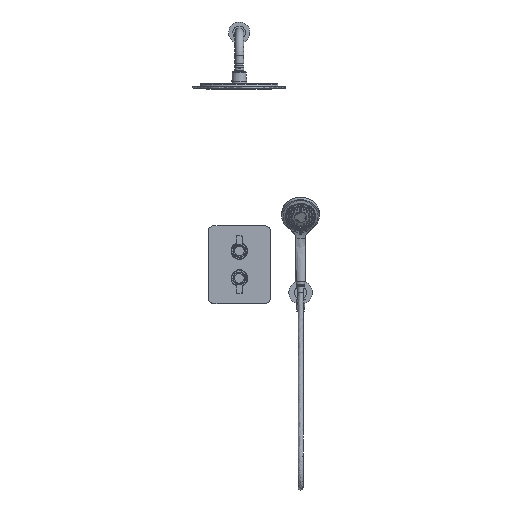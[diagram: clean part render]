
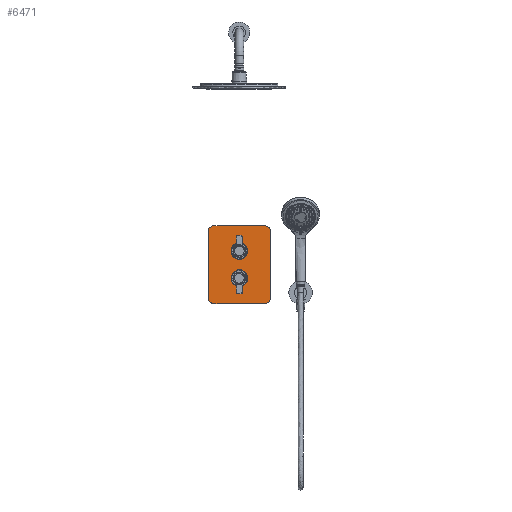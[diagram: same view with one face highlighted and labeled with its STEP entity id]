
A CAD part, top view. The second image highlights one B-rep face of the part: STEP entity #6471.
In plain terms, the highlighted planar face has unit normal (0, 0, 1).
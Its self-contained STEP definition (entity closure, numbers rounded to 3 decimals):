
#566 = DIRECTION ( 'NONE',  ( 0., -1., 0. ) ) ;
#819 = CARTESIAN_POINT ( 'NONE',  ( 65., -135., 2. ) ) ;
#1039 = CIRCLE ( 'NONE', #32436, 15. ) ;
#1052 = ORIENTED_EDGE ( 'NONE', *, *, #25490, .F. ) ;
#1134 = VECTOR ( 'NONE', #31297, 1000. ) ;
#2257 = DIRECTION ( 'NONE',  ( -1., 0., 0. ) ) ;
#2678 = EDGE_CURVE ( 'NONE', #28012, #28012, #23672, .T. ) ;
#3026 = ORIENTED_EDGE ( 'NONE', *, *, #10559, .T. ) ;
#3107 = VECTOR ( 'NONE', #6153, 1000. ) ;
#3232 = DIRECTION ( 'NONE',  ( 0., 0., -1. ) ) ;
#3402 = CARTESIAN_POINT ( 'NONE',  ( 0., -70., 2. ) ) ;
#3607 = ORIENTED_EDGE ( 'NONE', *, *, #19894, .T. ) ;
#4397 = LINE ( 'NONE', #23496, #1134 ) ;
#4551 = ORIENTED_EDGE ( 'NONE', *, *, #22651, .F. ) ;
#4724 = VECTOR ( 'NONE', #566, 1000. ) ;
#5254 = DIRECTION ( 'NONE',  ( 0., 0., 1. ) ) ;
#5295 = DIRECTION ( 'NONE',  ( 0., 0., 1. ) ) ;
#5807 = VERTEX_POINT ( 'NONE', #25941 ) ;
#6005 = CIRCLE ( 'NONE', #16210, 15. ) ;
#6153 = DIRECTION ( 'NONE',  ( 0., 1., 0. ) ) ;
#6471 = ADVANCED_FACE ( 'NONE', ( #18243, #15436, #13839 ), #10749, .F. ) ;
#7283 = ORIENTED_EDGE ( 'NONE', *, *, #17345, .T. ) ;
#9311 = AXIS2_PLACEMENT_3D ( 'NONE', #3402, #14645, #30289 ) ;
#9361 = CARTESIAN_POINT ( 'NONE',  ( -80., 65., 2. ) ) ;
#9916 = VERTEX_POINT ( 'NONE', #24924 ) ;
#9937 = LINE ( 'NONE', #31966, #3107 ) ;
#10065 = VECTOR ( 'NONE', #22393, 1000. ) ;
#10332 = ORIENTED_EDGE ( 'NONE', *, *, #12940, .F. ) ;
#10341 = DIRECTION ( 'NONE',  ( 0., 0., -1. ) ) ;
#10528 = CARTESIAN_POINT ( 'NONE',  ( -65., 50., 2. ) ) ;
#10559 = EDGE_CURVE ( 'NONE', #9916, #5807, #6005, .T. ) ;
#10749 = PLANE ( 'NONE',  #28255 ) ;
#10962 = AXIS2_PLACEMENT_3D ( 'NONE', #10528, #5295, #18073 ) ;
#11526 = EDGE_CURVE ( 'NONE', #12413, #21689, #31392, .T. ) ;
#11737 = EDGE_CURVE ( 'NONE', #14137, #11956, #4397, .T. ) ;
#11844 = CARTESIAN_POINT ( 'NONE',  ( -80., 50., 2. ) ) ;
#11956 = VERTEX_POINT ( 'NONE', #29242 ) ;
#12413 = VERTEX_POINT ( 'NONE', #31208 ) ;
#12940 = EDGE_CURVE ( 'NONE', #9916, #29439, #21183, .T. ) ;
#13234 = VERTEX_POINT ( 'NONE', #20122 ) ;
#13256 = DIRECTION ( 'NONE',  ( -1., 0., 0. ) ) ;
#13839 = FACE_OUTER_BOUND ( 'NONE', #16963, .T. ) ;
#14137 = VERTEX_POINT ( 'NONE', #819 ) ;
#14645 = DIRECTION ( 'NONE',  ( 0., 0., -1. ) ) ;
#14649 = DIRECTION ( 'NONE',  ( -1., 0., 0. ) ) ;
#14883 = LINE ( 'NONE', #9361, #10065 ) ;
#15436 = FACE_BOUND ( 'NONE', #32357, .T. ) ;
#16210 = AXIS2_PLACEMENT_3D ( 'NONE', #19772, #24996, #19885 ) ;
#16963 = EDGE_LOOP ( 'NONE', ( #24690, #3607, #10332, #3026, #1052, #32391, #4551, #7283 ) ) ;
#17105 = DIRECTION ( 'NONE',  ( 0., 0., 1. ) ) ;
#17130 = ORIENTED_EDGE ( 'NONE', *, *, #17314, .T. ) ;
#17163 = CIRCLE ( 'NONE', #9311, 21.25 ) ;
#17314 = EDGE_CURVE ( 'NONE', #13234, #13234, #17163, .T. ) ;
#17345 = EDGE_CURVE ( 'NONE', #25249, #11956, #1039, .T. ) ;
#17853 = CIRCLE ( 'NONE', #32750, 15. ) ;
#18073 = DIRECTION ( 'NONE',  ( -1., 0., 0. ) ) ;
#18243 = FACE_BOUND ( 'NONE', #24186, .T. ) ;
#18629 = CARTESIAN_POINT ( 'NONE',  ( 0., 0., 2. ) ) ;
#19772 = CARTESIAN_POINT ( 'NONE',  ( 65., 50., 2. ) ) ;
#19885 = DIRECTION ( 'NONE',  ( -1., 0., 0. ) ) ;
#19894 = EDGE_CURVE ( 'NONE', #14137, #29439, #17853, .T. ) ;
#20122 = CARTESIAN_POINT ( 'NONE',  ( -21.25, -70., 2. ) ) ;
#21183 = LINE ( 'NONE', #21491, #4724 ) ;
#21491 = CARTESIAN_POINT ( 'NONE',  ( 80., 65., 2. ) ) ;
#21689 = VERTEX_POINT ( 'NONE', #11844 ) ;
#21864 = CARTESIAN_POINT ( 'NONE',  ( -21.25, 0., 2. ) ) ;
#22393 = DIRECTION ( 'NONE',  ( 1., 0., 0. ) ) ;
#22651 = EDGE_CURVE ( 'NONE', #25249, #21689, #9937, .T. ) ;
#23496 = CARTESIAN_POINT ( 'NONE',  ( 80., -135., 2. ) ) ;
#23672 = CIRCLE ( 'NONE', #27260, 21.25 ) ;
#24121 = DIRECTION ( 'NONE',  ( -1., 0., 0. ) ) ;
#24186 = EDGE_LOOP ( 'NONE', ( #17130 ) ) ;
#24690 = ORIENTED_EDGE ( 'NONE', *, *, #11737, .F. ) ;
#24924 = CARTESIAN_POINT ( 'NONE',  ( 80., 50., 2. ) ) ;
#24996 = DIRECTION ( 'NONE',  ( 0., 0., 1. ) ) ;
#25249 = VERTEX_POINT ( 'NONE', #32955 ) ;
#25490 = EDGE_CURVE ( 'NONE', #12413, #5807, #14883, .T. ) ;
#25941 = CARTESIAN_POINT ( 'NONE',  ( 65., 65., 2. ) ) ;
#27260 = AXIS2_PLACEMENT_3D ( 'NONE', #33153, #10341, #2257 ) ;
#27401 = CARTESIAN_POINT ( 'NONE',  ( -65., -120., 2. ) ) ;
#28012 = VERTEX_POINT ( 'NONE', #21864 ) ;
#28255 = AXIS2_PLACEMENT_3D ( 'NONE', #18629, #3232, #13256 ) ;
#28759 = CARTESIAN_POINT ( 'NONE',  ( 65., -120., 2. ) ) ;
#29242 = CARTESIAN_POINT ( 'NONE',  ( -65., -135., 2. ) ) ;
#29439 = VERTEX_POINT ( 'NONE', #31635 ) ;
#30289 = DIRECTION ( 'NONE',  ( -1., 0., 0. ) ) ;
#31208 = CARTESIAN_POINT ( 'NONE',  ( -65., 65., 2. ) ) ;
#31297 = DIRECTION ( 'NONE',  ( -1., 0., 0. ) ) ;
#31392 = CIRCLE ( 'NONE', #10962, 15. ) ;
#31635 = CARTESIAN_POINT ( 'NONE',  ( 80., -120., 2. ) ) ;
#31966 = CARTESIAN_POINT ( 'NONE',  ( -80., -135., 2. ) ) ;
#32173 = ORIENTED_EDGE ( 'NONE', *, *, #2678, .T. ) ;
#32357 = EDGE_LOOP ( 'NONE', ( #32173 ) ) ;
#32391 = ORIENTED_EDGE ( 'NONE', *, *, #11526, .T. ) ;
#32436 = AXIS2_PLACEMENT_3D ( 'NONE', #27401, #17105, #14649 ) ;
#32750 = AXIS2_PLACEMENT_3D ( 'NONE', #28759, #5254, #24121 ) ;
#32955 = CARTESIAN_POINT ( 'NONE',  ( -80., -120., 2. ) ) ;
#33153 = CARTESIAN_POINT ( 'NONE',  ( 0., 0., 2. ) ) ;
